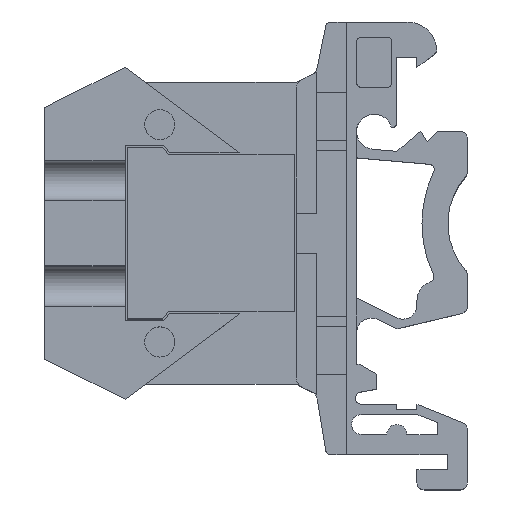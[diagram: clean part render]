
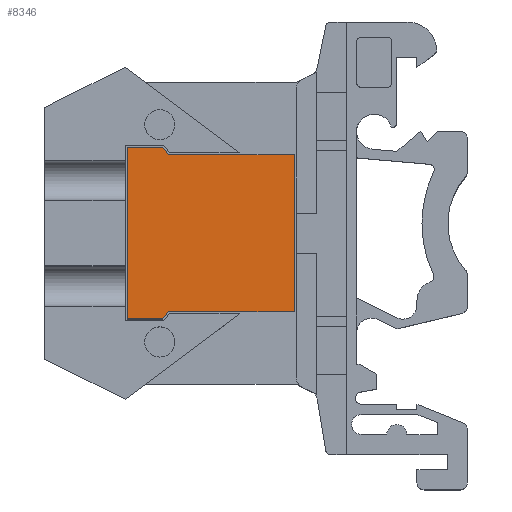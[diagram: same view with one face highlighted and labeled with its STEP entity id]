
A CAD part, top view. The second image highlights one B-rep face of the part: STEP entity #8346.
In plain terms, the highlighted planar face has unit normal (0, 0, 1).
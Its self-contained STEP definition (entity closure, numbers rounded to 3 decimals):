
#168 = EDGE_CURVE ( 'NONE', #6828, #2190, #866, .T. ) ;
#409 = EDGE_CURVE ( 'NONE', #8385, #9103, #3885, .T. ) ;
#506 = CARTESIAN_POINT ( 'NONE',  ( 12.297, -7.8, 8. ) ) ;
#673 = CARTESIAN_POINT ( 'NONE',  ( 0., -17., 8. ) ) ;
#748 = CARTESIAN_POINT ( 'NONE',  ( 24.8, -7.8, 8. ) ) ;
#804 = ORIENTED_EDGE ( 'NONE', *, *, #7438, .F. ) ;
#866 = LINE ( 'NONE', #6418, #5187 ) ;
#868 = VECTOR ( 'NONE', #10126, 1000. ) ;
#870 = LINE ( 'NONE', #4787, #5462 ) ;
#968 = LINE ( 'NONE', #10863, #5288 ) ;
#1214 = CARTESIAN_POINT ( 'NONE',  ( 24.8, -7.8, 8. ) ) ;
#1553 = DIRECTION ( 'NONE',  ( -1., 0., 0. ) ) ;
#1695 = LINE ( 'NONE', #5140, #868 ) ;
#1944 = ORIENTED_EDGE ( 'NONE', *, *, #7837, .F. ) ;
#2190 = VERTEX_POINT ( 'NONE', #2605 ) ;
#2288 = VERTEX_POINT ( 'NONE', #4789 ) ;
#2481 = CARTESIAN_POINT ( 'NONE',  ( 8.2, 8.507, 8. ) ) ;
#2605 = CARTESIAN_POINT ( 'NONE',  ( 24.8, 7.8, 8. ) ) ;
#3598 = CARTESIAN_POINT ( 'NONE',  ( 11.757, -8.507, 8. ) ) ;
#3885 = LINE ( 'NONE', #506, #8321 ) ;
#3919 = VECTOR ( 'NONE', #8284, 1000. ) ;
#3952 = ORIENTED_EDGE ( 'NONE', *, *, #409, .F. ) ;
#4012 = VECTOR ( 'NONE', #8919, 1000. ) ;
#4313 = VERTEX_POINT ( 'NONE', #2481 ) ;
#4787 = CARTESIAN_POINT ( 'NONE',  ( 8.2, 8.507, 8. ) ) ;
#4789 = CARTESIAN_POINT ( 'NONE',  ( 11.757, 8.507, 8. ) ) ;
#4861 = ORIENTED_EDGE ( 'NONE', *, *, #10409, .F. ) ;
#5140 = CARTESIAN_POINT ( 'NONE',  ( 8.2, -8.507, 8. ) ) ;
#5187 = VECTOR ( 'NONE', #9193, 1000. ) ;
#5288 = VECTOR ( 'NONE', #9188, 1000. ) ;
#5381 = EDGE_CURVE ( 'NONE', #2288, #6828, #968, .T. ) ;
#5462 = VECTOR ( 'NONE', #8114, 1000. ) ;
#5533 = DIRECTION ( 'NONE',  ( 0., -1., 0. ) ) ;
#5791 = VECTOR ( 'NONE', #5533, 1000. ) ;
#5821 = CARTESIAN_POINT ( 'NONE',  ( 8.2, -8.507, 8. ) ) ;
#6067 = EDGE_LOOP ( 'NONE', ( #1944, #6220, #8258, #4861, #804, #7379, #8665, #3952 ) ) ;
#6068 = EDGE_CURVE ( 'NONE', #9103, #10117, #10562, .T. ) ;
#6220 = ORIENTED_EDGE ( 'NONE', *, *, #168, .F. ) ;
#6308 = AXIS2_PLACEMENT_3D ( 'NONE', #673, #6652, #1553 ) ;
#6418 = CARTESIAN_POINT ( 'NONE',  ( 24.8, 7.8, 8. ) ) ;
#6440 = CARTESIAN_POINT ( 'NONE',  ( 12.297, 7.8, 8. ) ) ;
#6481 = DIRECTION ( 'NONE',  ( -1., 0., 0. ) ) ;
#6556 = LINE ( 'NONE', #1214, #5791 ) ;
#6652 = DIRECTION ( 'NONE',  ( 0., 0., -1. ) ) ;
#6828 = VERTEX_POINT ( 'NONE', #6440 ) ;
#7379 = ORIENTED_EDGE ( 'NONE', *, *, #10753, .F. ) ;
#7438 = EDGE_CURVE ( 'NONE', #8950, #4313, #870, .T. ) ;
#7456 = CARTESIAN_POINT ( 'NONE',  ( 11.757, -8.507, 8. ) ) ;
#7720 = FACE_OUTER_BOUND ( 'NONE', #6067, .T. ) ;
#7837 = EDGE_CURVE ( 'NONE', #2190, #8385, #6556, .T. ) ;
#8114 = DIRECTION ( 'NONE',  ( 0., 1., 0. ) ) ;
#8258 = ORIENTED_EDGE ( 'NONE', *, *, #5381, .F. ) ;
#8284 = DIRECTION ( 'NONE',  ( -0.607, -0.794, 0. ) ) ;
#8301 = PLANE ( 'NONE',  #6308 ) ;
#8321 = VECTOR ( 'NONE', #6481, 1000. ) ;
#8346 = ADVANCED_FACE ( 'NONE', ( #7720 ), #8301, .F. ) ;
#8385 = VERTEX_POINT ( 'NONE', #748 ) ;
#8665 = ORIENTED_EDGE ( 'NONE', *, *, #6068, .F. ) ;
#8919 = DIRECTION ( 'NONE',  ( 1., 0., 0. ) ) ;
#8950 = VERTEX_POINT ( 'NONE', #5821 ) ;
#9103 = VERTEX_POINT ( 'NONE', #10222 ) ;
#9188 = DIRECTION ( 'NONE',  ( 0.607, -0.794, 0. ) ) ;
#9193 = DIRECTION ( 'NONE',  ( 1., 0., 0. ) ) ;
#9746 = CARTESIAN_POINT ( 'NONE',  ( 11.757, 8.507, 8. ) ) ;
#10117 = VERTEX_POINT ( 'NONE', #3598 ) ;
#10126 = DIRECTION ( 'NONE',  ( -1., 0., 0. ) ) ;
#10222 = CARTESIAN_POINT ( 'NONE',  ( 12.297, -7.8, 8. ) ) ;
#10409 = EDGE_CURVE ( 'NONE', #4313, #2288, #10649, .T. ) ;
#10562 = LINE ( 'NONE', #7456, #3919 ) ;
#10649 = LINE ( 'NONE', #9746, #4012 ) ;
#10753 = EDGE_CURVE ( 'NONE', #10117, #8950, #1695, .T. ) ;
#10863 = CARTESIAN_POINT ( 'NONE',  ( 12.297, 7.8, 8. ) ) ;
